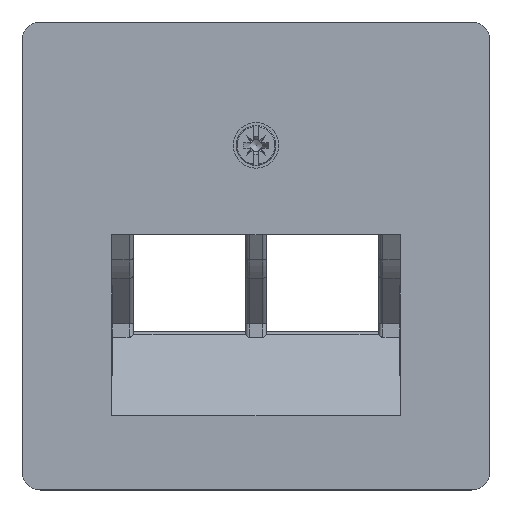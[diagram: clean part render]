
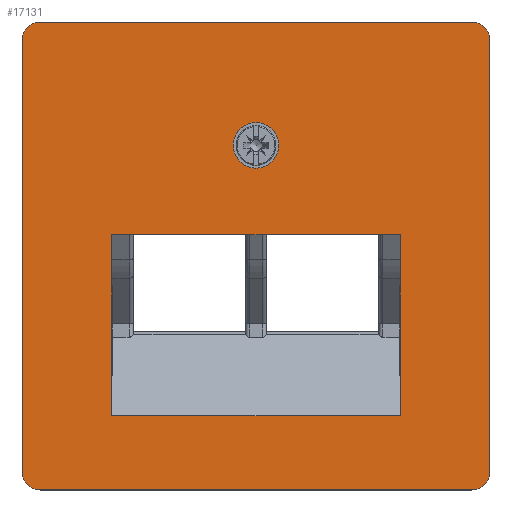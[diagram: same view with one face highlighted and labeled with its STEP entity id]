
A CAD part, top view. The second image highlights one B-rep face of the part: STEP entity #17131.
In plain terms, the highlighted face is planar.
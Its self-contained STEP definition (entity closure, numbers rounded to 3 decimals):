
#73=FACE_BOUND('',#1207,.T.);
#74=FACE_BOUND('',#1208,.T.);
#283=FACE_OUTER_BOUND('',#1206,.T.);
#1206=EDGE_LOOP('',(#11303,#11304,#11305,#11306,#11307,#11308,#11309,#11310));
#1207=EDGE_LOOP('',(#11311));
#1208=EDGE_LOOP('',(#11312,#11313,#11314,#11315));
#2167=CIRCLE('',#18131,2.);
#2168=CIRCLE('',#18134,2.);
#2169=CIRCLE('',#18137,2.);
#2170=CIRCLE('',#18140,2.);
#2171=CIRCLE('',#18143,2.5);
#2463=LINE('',#24273,#4715);
#2465=LINE('',#24280,#4717);
#2469=LINE('',#24289,#4721);
#2471=LINE('',#24295,#4723);
#2472=LINE('',#24301,#4724);
#2473=LINE('',#24303,#4725);
#2474=LINE('',#24305,#4726);
#2475=LINE('',#24306,#4727);
#4715=VECTOR('',#19394,47.39);
#4717=VECTOR('',#19402,47.39);
#4721=VECTOR('',#19412,47.39);
#4723=VECTOR('',#19420,47.39);
#4724=VECTOR('',#19425,19.87);
#4725=VECTOR('',#19426,31.704);
#4726=VECTOR('',#19427,19.87);
#4727=VECTOR('',#19428,31.704);
#6976=VERTEX_POINT('',#24265);
#6977=VERTEX_POINT('',#24267);
#6978=VERTEX_POINT('',#24271);
#6979=VERTEX_POINT('',#24275);
#6980=VERTEX_POINT('',#24279);
#6981=VERTEX_POINT('',#24283);
#6982=VERTEX_POINT('',#24287);
#6983=VERTEX_POINT('',#24291);
#6984=VERTEX_POINT('',#24297);
#6985=VERTEX_POINT('',#24299);
#6986=VERTEX_POINT('',#24300);
#6987=VERTEX_POINT('',#24302);
#6988=VERTEX_POINT('',#24304);
#8682=EDGE_CURVE('',#6976,#6977,#2167,.T.);
#8685=EDGE_CURVE('',#6977,#6978,#2463,.T.);
#8686=EDGE_CURVE('',#6978,#6979,#2168,.T.);
#8688=EDGE_CURVE('',#6979,#6980,#2465,.T.);
#8690=EDGE_CURVE('',#6980,#6981,#2169,.T.);
#8693=EDGE_CURVE('',#6981,#6982,#2469,.T.);
#8694=EDGE_CURVE('',#6982,#6983,#2170,.T.);
#8696=EDGE_CURVE('',#6983,#6976,#2471,.T.);
#8697=EDGE_CURVE('',#6984,#6984,#2171,.T.);
#8698=EDGE_CURVE('',#6985,#6986,#2472,.T.);
#8699=EDGE_CURVE('',#6986,#6987,#2473,.T.);
#8700=EDGE_CURVE('',#6987,#6988,#2474,.T.);
#8701=EDGE_CURVE('',#6988,#6985,#2475,.T.);
#11303=ORIENTED_EDGE('',*,*,#8686,.F.);
#11304=ORIENTED_EDGE('',*,*,#8685,.F.);
#11305=ORIENTED_EDGE('',*,*,#8682,.F.);
#11306=ORIENTED_EDGE('',*,*,#8696,.F.);
#11307=ORIENTED_EDGE('',*,*,#8694,.F.);
#11308=ORIENTED_EDGE('',*,*,#8693,.F.);
#11309=ORIENTED_EDGE('',*,*,#8690,.F.);
#11310=ORIENTED_EDGE('',*,*,#8688,.F.);
#11311=ORIENTED_EDGE('',*,*,#8697,.F.);
#11312=ORIENTED_EDGE('',*,*,#8698,.T.);
#11313=ORIENTED_EDGE('',*,*,#8699,.T.);
#11314=ORIENTED_EDGE('',*,*,#8700,.T.);
#11315=ORIENTED_EDGE('',*,*,#8701,.T.);
#16342=PLANE('',#18142);
#17131=ADVANCED_FACE('',(#283,#73,#74),#16342,.T.);
#18131=AXIS2_PLACEMENT_3D('',#24268,#19388,#19389);
#18134=AXIS2_PLACEMENT_3D('',#24276,#19397,#19398);
#18137=AXIS2_PLACEMENT_3D('',#24284,#19406,#19407);
#18140=AXIS2_PLACEMENT_3D('',#24292,#19415,#19416);
#18142=AXIS2_PLACEMENT_3D('',#24296,#19421,#19422);
#18143=AXIS2_PLACEMENT_3D('',#24298,#19423,#19424);
#19388=DIRECTION('center_axis',(0.,-1.,0.));
#19389=DIRECTION('ref_axis',(0.,0.,1.));
#19394=DIRECTION('',(0.,0.,-1.));
#19397=DIRECTION('center_axis',(0.,-1.,0.));
#19398=DIRECTION('ref_axis',(-1.,0.,0.));
#19402=DIRECTION('',(1.,0.,0.));
#19406=DIRECTION('center_axis',(0.,-1.,0.));
#19407=DIRECTION('ref_axis',(0.,0.,-1.));
#19412=DIRECTION('',(0.,0.,1.));
#19415=DIRECTION('center_axis',(0.,-1.,0.));
#19416=DIRECTION('ref_axis',(1.,0.,0.));
#19420=DIRECTION('',(-1.,0.,0.));
#19421=DIRECTION('center_axis',(0.,1.,0.));
#19422=DIRECTION('ref_axis',(0.,0.,1.));
#19423=DIRECTION('center_axis',(0.,1.,0.));
#19424=DIRECTION('ref_axis',(0.,0.,1.));
#19425=DIRECTION('',(0.,0.,-1.));
#19426=DIRECTION('',(1.,0.,0.));
#19427=DIRECTION('',(0.,0.,1.));
#19428=DIRECTION('',(-1.,0.,0.));
#24265=CARTESIAN_POINT('',(-23.695,2.675,25.695));
#24267=CARTESIAN_POINT('',(-25.695,2.675,23.695));
#24268=CARTESIAN_POINT('Origin',(-23.695,2.675,23.695));
#24271=CARTESIAN_POINT('',(-25.695,2.675,-23.695));
#24273=CARTESIAN_POINT('',(-25.695,2.675,23.695));
#24275=CARTESIAN_POINT('',(-23.695,2.675,-25.695));
#24276=CARTESIAN_POINT('Origin',(-23.695,2.675,-23.695));
#24279=CARTESIAN_POINT('',(23.695,2.675,-25.695));
#24280=CARTESIAN_POINT('',(-23.695,2.675,-25.695));
#24283=CARTESIAN_POINT('',(25.695,2.675,-23.695));
#24284=CARTESIAN_POINT('Origin',(23.695,2.675,-23.695));
#24287=CARTESIAN_POINT('',(25.695,2.675,23.695));
#24289=CARTESIAN_POINT('',(25.695,2.675,-23.695));
#24291=CARTESIAN_POINT('',(23.695,2.675,25.695));
#24292=CARTESIAN_POINT('Origin',(23.695,2.675,23.695));
#24295=CARTESIAN_POINT('',(23.695,2.675,25.695));
#24296=CARTESIAN_POINT('Origin',(0.,2.675,0.));
#24297=CARTESIAN_POINT('',(0.,2.675,-14.65));
#24298=CARTESIAN_POINT('Origin',(0.,2.675,-12.15));
#24299=CARTESIAN_POINT('',(-15.852,2.675,17.53));
#24300=CARTESIAN_POINT('',(-15.852,2.675,-2.34));
#24301=CARTESIAN_POINT('',(-15.852,2.675,17.53));
#24302=CARTESIAN_POINT('',(15.852,2.675,-2.34));
#24303=CARTESIAN_POINT('',(-15.852,2.675,-2.34));
#24304=CARTESIAN_POINT('',(15.852,2.675,17.53));
#24305=CARTESIAN_POINT('',(15.852,2.675,-2.34));
#24306=CARTESIAN_POINT('',(15.852,2.675,17.53));
